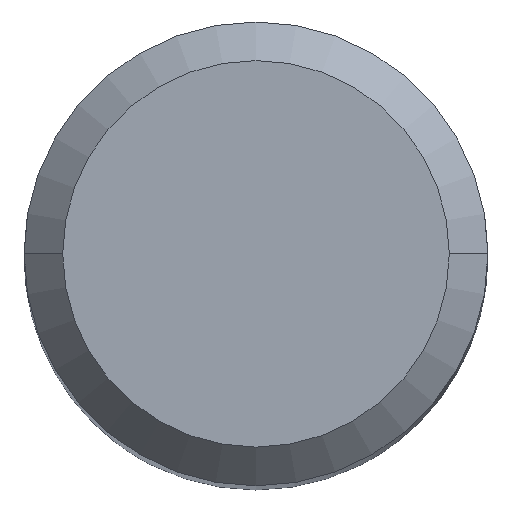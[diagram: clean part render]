
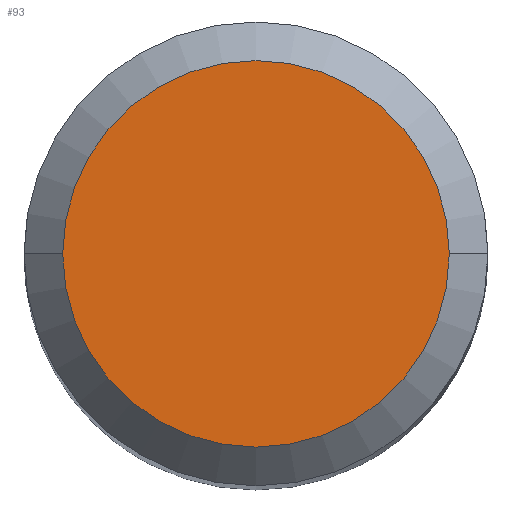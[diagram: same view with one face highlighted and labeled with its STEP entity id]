
A CAD part, top view. The second image highlights one B-rep face of the part: STEP entity #93.
In plain terms, the highlighted planar face has unit normal (0, 0, 1).
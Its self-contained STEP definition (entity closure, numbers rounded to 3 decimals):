
#36=PLANE('',#713);
#93=ADVANCED_FACE('',(#143),#36,.T.);
#143=FACE_OUTER_BOUND('',#180,.T.);
#180=EDGE_LOOP('',(#419,#420));
#251=CIRCLE('',#711,5.);
#252=CIRCLE('',#712,5.);
#419=ORIENTED_EDGE('',*,*,#566,.T.);
#420=ORIENTED_EDGE('',*,*,#567,.T.);
#480=VERTEX_POINT('',#1207);
#481=VERTEX_POINT('',#1208);
#566=EDGE_CURVE('',#480,#481,#251,.T.);
#567=EDGE_CURVE('',#481,#480,#252,.T.);
#711=AXIS2_PLACEMENT_3D('',#1206,#884,#885);
#712=AXIS2_PLACEMENT_3D('',#1209,#886,#887);
#713=AXIS2_PLACEMENT_3D('',#1210,#888,#889);
#884=DIRECTION('',(0.,0.,1.));
#885=DIRECTION('',(1.,0.,0.));
#886=DIRECTION('',(0.,0.,1.));
#887=DIRECTION('',(1.,0.,0.));
#888=DIRECTION('',(0.,0.,1.));
#889=DIRECTION('',(1.,0.,0.));
#1206=CARTESIAN_POINT('',(0.,0.,0.));
#1207=CARTESIAN_POINT('',(-5.,0.,0.));
#1208=CARTESIAN_POINT('',(5.,0.,0.));
#1209=CARTESIAN_POINT('',(0.,0.,0.));
#1210=CARTESIAN_POINT('',(0.,0.,0.));
